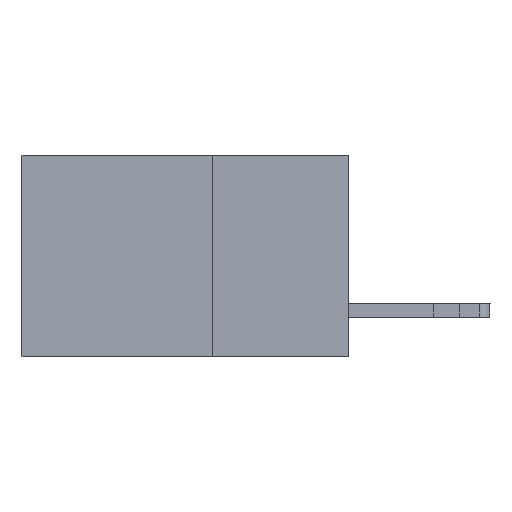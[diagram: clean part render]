
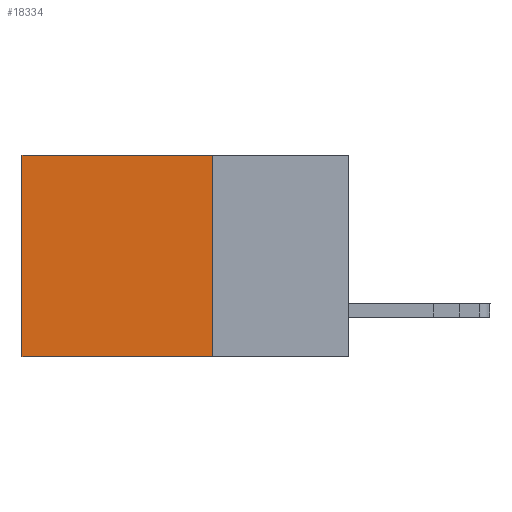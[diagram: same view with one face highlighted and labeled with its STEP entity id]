
A CAD part, left-side view. The second image highlights one B-rep face of the part: STEP entity #18334.
In plain terms, the highlighted planar face has unit normal (-1, 0, 0).
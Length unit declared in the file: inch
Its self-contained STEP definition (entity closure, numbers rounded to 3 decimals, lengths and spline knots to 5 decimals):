
#114 = CARTESIAN_POINT ( 'NONE',  ( 0.2615, 0.25, 0. ) ) ;
#177 = DIRECTION ( 'NONE',  ( 0., 0., -1. ) ) ;
#308 = CARTESIAN_POINT ( 'NONE',  ( 0.2615, 0.25, -0.37 ) ) ;
#459 = ORIENTED_EDGE ( 'NONE', *, *, #3804, .F. ) ;
#1414 = VECTOR ( 'NONE', #17016, 39.37008 ) ;
#3757 = VECTOR ( 'NONE', #177, 39.37008 ) ;
#3804 = EDGE_CURVE ( 'NONE', #15006, #12945, #4551, .T. ) ;
#4192 = CARTESIAN_POINT ( 'NONE',  ( 0.2615, 0.25, -0.37 ) ) ;
#4286 = EDGE_LOOP ( 'NONE', ( #6748, #459, #9667, #14680 ) ) ;
#4457 = CARTESIAN_POINT ( 'NONE',  ( 0.2615, 0.6, -0.37 ) ) ;
#4551 = LINE ( 'NONE', #17383, #18266 ) ;
#4688 = PLANE ( 'NONE',  #7197 ) ;
#6748 = ORIENTED_EDGE ( 'NONE', *, *, #16100, .T. ) ;
#6874 = LINE ( 'NONE', #4457, #3757 ) ;
#7197 = AXIS2_PLACEMENT_3D ( 'NONE', #308, #13227, #14527 ) ;
#8791 = CARTESIAN_POINT ( 'NONE',  ( 0.2615, 0.25, -0.37 ) ) ;
#9145 = EDGE_CURVE ( 'NONE', #14531, #15387, #11698, .T. ) ;
#9667 = ORIENTED_EDGE ( 'NONE', *, *, #10904, .F. ) ;
#10014 = CARTESIAN_POINT ( 'NONE',  ( 0.2615, 0.6, 0. ) ) ;
#10070 = FACE_OUTER_BOUND ( 'NONE', #4286, .T. ) ;
#10904 = EDGE_CURVE ( 'NONE', #14531, #15006, #13076, .T. ) ;
#11698 = LINE ( 'NONE', #17385, #1414 ) ;
#12764 = CARTESIAN_POINT ( 'NONE',  ( 0.2615, 0.6, -0.37 ) ) ;
#12945 = VERTEX_POINT ( 'NONE', #12764 ) ;
#13076 = LINE ( 'NONE', #8791, #17836 ) ;
#13227 = DIRECTION ( 'NONE',  ( 1., 0., 0. ) ) ;
#14396 = DIRECTION ( 'NONE',  ( 0., 0., -1. ) ) ;
#14527 = DIRECTION ( 'NONE',  ( 0., 0., -1. ) ) ;
#14531 = VERTEX_POINT ( 'NONE', #114 ) ;
#14680 = ORIENTED_EDGE ( 'NONE', *, *, #9145, .T. ) ;
#15006 = VERTEX_POINT ( 'NONE', #4192 ) ;
#15387 = VERTEX_POINT ( 'NONE', #10014 ) ;
#16100 = EDGE_CURVE ( 'NONE', #15387, #12945, #6874, .T. ) ;
#17016 = DIRECTION ( 'NONE',  ( 0., 1., 0. ) ) ;
#17112 = DIRECTION ( 'NONE',  ( 0., 1., 0. ) ) ;
#17383 = CARTESIAN_POINT ( 'NONE',  ( 0.2615, 0.25, -0.37 ) ) ;
#17385 = CARTESIAN_POINT ( 'NONE',  ( 0.2615, 0.25, 0. ) ) ;
#17836 = VECTOR ( 'NONE', #14396, 39.37008 ) ;
#18266 = VECTOR ( 'NONE', #17112, 39.37008 ) ;
#18334 = ADVANCED_FACE ( 'NONE', ( #10070 ), #4688, .F. ) ;
